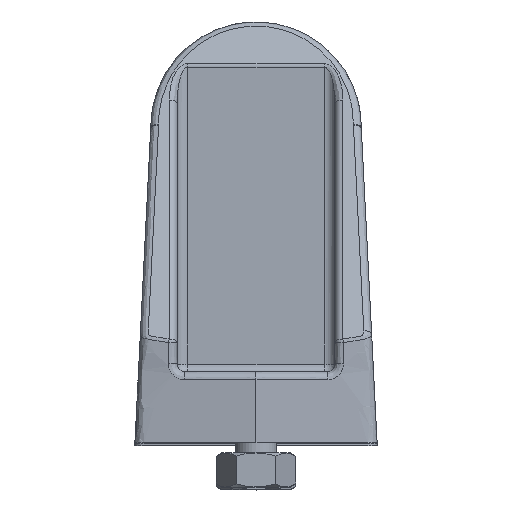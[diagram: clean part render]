
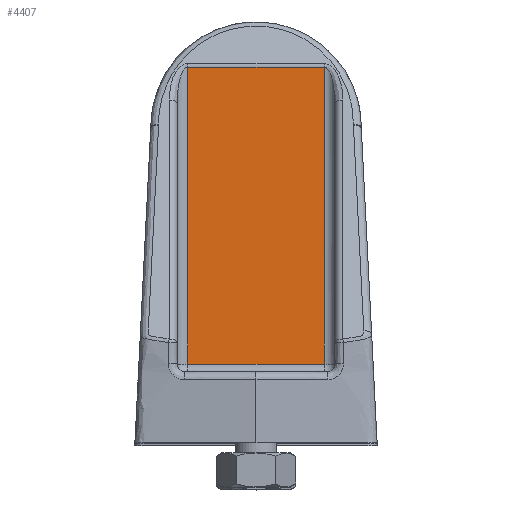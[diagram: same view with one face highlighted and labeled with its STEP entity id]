
A CAD part, top view. The second image highlights one B-rep face of the part: STEP entity #4407.
In plain terms, the highlighted planar face has unit normal (0, 0, 1).
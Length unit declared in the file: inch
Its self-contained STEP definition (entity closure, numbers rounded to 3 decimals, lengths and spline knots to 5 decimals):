
#226 = LINE ( 'NONE', #3730, #10539 ) ;
#342 = DIRECTION ( 'NONE',  ( 1., 0., 0. ) ) ;
#494 = CARTESIAN_POINT ( 'NONE',  ( -0.51181, 2.80945, 11.14173 ) ) ;
#663 = CARTESIAN_POINT ( 'NONE',  ( 0.51181, 0.59055, 11.14173 ) ) ;
#758 = ORIENTED_EDGE ( 'NONE', *, *, #6986, .T. ) ;
#1051 = CARTESIAN_POINT ( 'NONE',  ( -0.51181, 3.48425, 11.14173 ) ) ;
#1421 = DIRECTION ( 'NONE',  ( 0., 0., 1. ) ) ;
#1437 = VERTEX_POINT ( 'NONE', #1670 ) ;
#1670 = CARTESIAN_POINT ( 'NONE',  ( -0.51181, 0.59055, 11.14173 ) ) ;
#1884 = VECTOR ( 'NONE', #9803, 39.37008 ) ;
#2708 = LINE ( 'NONE', #3514, #9261 ) ;
#3399 = DIRECTION ( 'NONE',  ( 1., 0., 0. ) ) ;
#3514 = CARTESIAN_POINT ( 'NONE',  ( 0.51181, 3.48425, 11.14173 ) ) ;
#3730 = CARTESIAN_POINT ( 'NONE',  ( 0.51181, 0.59055, 11.14173 ) ) ;
#4384 = AXIS2_PLACEMENT_3D ( 'NONE', #9493, #1421, #3399 ) ;
#4407 = ADVANCED_FACE ( 'NONE', ( #6783 ), #6950, .T. ) ;
#4442 = DIRECTION ( 'NONE',  ( 0., -1., 0. ) ) ;
#5247 = ORIENTED_EDGE ( 'NONE', *, *, #7915, .F. ) ;
#6783 = FACE_OUTER_BOUND ( 'NONE', #9617, .T. ) ;
#6890 = CARTESIAN_POINT ( 'NONE',  ( 0.51181, 2.80945, 11.14173 ) ) ;
#6950 = PLANE ( 'NONE',  #4384 ) ;
#6986 = EDGE_CURVE ( 'NONE', #8169, #10739, #9091, .T. ) ;
#7034 = ORIENTED_EDGE ( 'NONE', *, *, #11170, .T. ) ;
#7102 = LINE ( 'NONE', #1051, #1884 ) ;
#7429 = ORIENTED_EDGE ( 'NONE', *, *, #8467, .T. ) ;
#7519 = DIRECTION ( 'NONE',  ( -1., 0., 0. ) ) ;
#7915 = EDGE_CURVE ( 'NONE', #8169, #8187, #2708, .T. ) ;
#8169 = VERTEX_POINT ( 'NONE', #6890 ) ;
#8187 = VERTEX_POINT ( 'NONE', #663 ) ;
#8467 = EDGE_CURVE ( 'NONE', #10739, #1437, #7102, .T. ) ;
#9073 = VECTOR ( 'NONE', #7519, 39.37008 ) ;
#9091 = LINE ( 'NONE', #494, #9073 ) ;
#9261 = VECTOR ( 'NONE', #4442, 39.37008 ) ;
#9493 = CARTESIAN_POINT ( 'NONE',  ( 0.51181, 3.48425, 11.14173 ) ) ;
#9617 = EDGE_LOOP ( 'NONE', ( #7429, #7034, #5247, #758 ) ) ;
#9803 = DIRECTION ( 'NONE',  ( 0., -1., 0. ) ) ;
#10024 = CARTESIAN_POINT ( 'NONE',  ( -0.51181, 2.80945, 11.14173 ) ) ;
#10539 = VECTOR ( 'NONE', #342, 39.37008 ) ;
#10739 = VERTEX_POINT ( 'NONE', #10024 ) ;
#11170 = EDGE_CURVE ( 'NONE', #1437, #8187, #226, .T. ) ;
